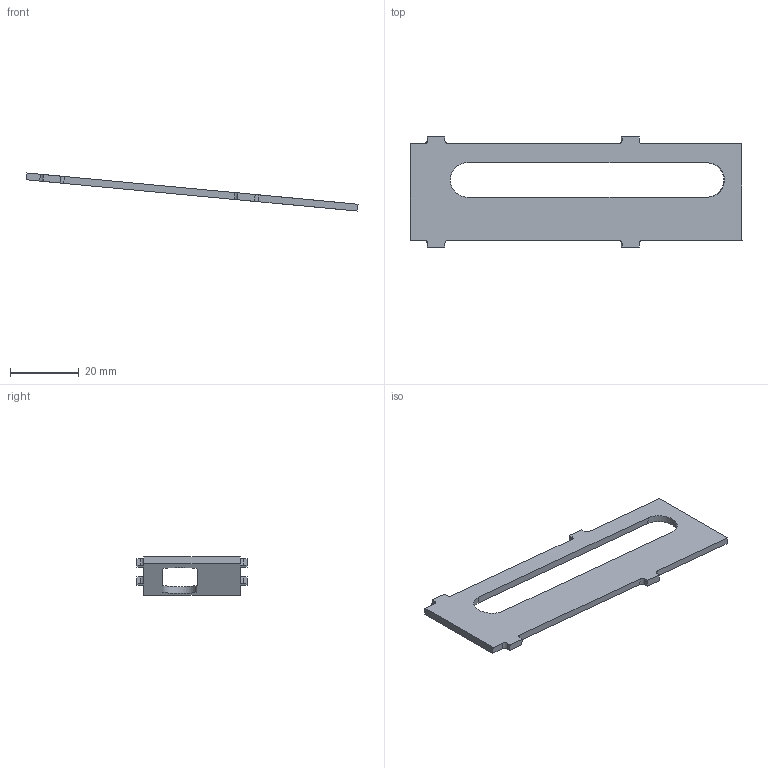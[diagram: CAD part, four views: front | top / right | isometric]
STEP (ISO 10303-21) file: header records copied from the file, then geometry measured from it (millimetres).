
FILE_DESCRIPTION(('CATIA V5 STEP Exchange'),'2;1');
FILE_NAME('FR_10001_9 (Frame Brake).stp','2020-02-26T08:20:40+00:00',('none'),('none'),'CATIA Version 5 Release 19 SP 2 (IN-10)','CATIA V5 STEP AP203','none');
FILE_SCHEMA(('CONFIG_CONTROL_DESIGN'));
Length unit declared in the file: millimetre
Products named in the file (1): FR_10001_10 (Frame Brake)
Bounding box: 96.43 x 32 x 11.07 mm (x, y, z)
Volume: 3940 mm3; surface area: 4806.7 mm2
Topology: 1 solids, 1 shells, 34 faces, 96 edges, 64 vertices
Faces by surface type: plane 24, cylinder 10
Entity records: 1076 total; most frequent: ORIENTED_EDGE 192, CARTESIAN_POINT 185, DIRECTION 144, EDGE_CURVE 96, VECTOR 76, LINE 76, VERTEX_POINT 64, AXIS2_PLACEMENT_3D 45
